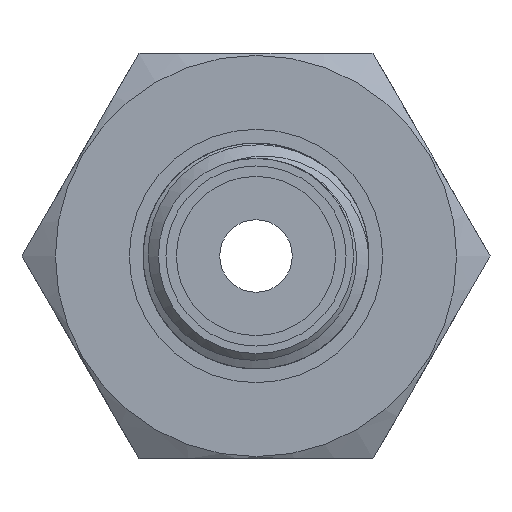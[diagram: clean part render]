
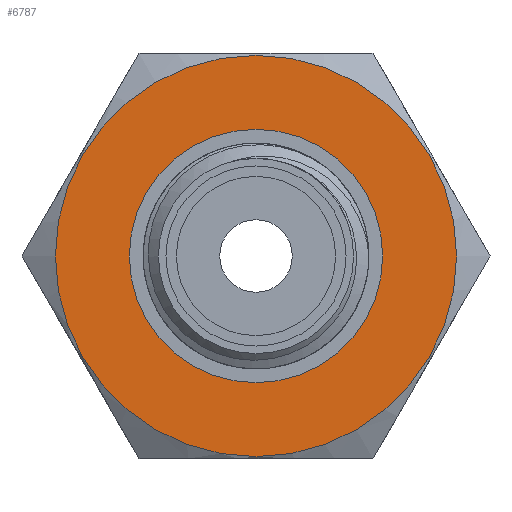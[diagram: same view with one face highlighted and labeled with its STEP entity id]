
A CAD part, left-side view. The second image highlights one B-rep face of the part: STEP entity #6787.
In plain terms, the highlighted planar face has unit normal (-1, 0, 0).
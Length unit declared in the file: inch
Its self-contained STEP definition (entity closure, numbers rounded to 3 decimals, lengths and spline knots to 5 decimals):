
#164 = PLANE ( 'NONE',  #5624 ) ;
#368 = AXIS2_PLACEMENT_3D ( 'NONE', #8132, #3359, #8928 ) ;
#982 = CIRCLE ( 'NONE', #368, 0.281 ) ;
#2108 = DIRECTION ( 'NONE',  ( -1., 0., 0. ) ) ;
#2926 = AXIS2_PLACEMENT_3D ( 'NONE', #6875, #2108, #7691 ) ;
#3348 = VERTEX_POINT ( 'NONE', #4684 ) ;
#3359 = DIRECTION ( 'NONE',  ( -1., 0., 0. ) ) ;
#3388 = DIRECTION ( 'NONE',  ( 0., 1., 0. ) ) ;
#3570 = VERTEX_POINT ( 'NONE', #7857 ) ;
#3724 = FACE_BOUND ( 'NONE', #6668, .T. ) ;
#4684 = CARTESIAN_POINT ( 'NONE',  ( -1.31, 0., 0.281 ) ) ;
#5624 = AXIS2_PLACEMENT_3D ( 'NONE', #5751, #8162, #3388 ) ;
#5751 = CARTESIAN_POINT ( 'NONE',  ( -1.31, 0.495, 0. ) ) ;
#5841 = FACE_OUTER_BOUND ( 'NONE', #6790, .T. ) ;
#6073 = CIRCLE ( 'NONE', #2926, 0.495 ) ;
#6324 = EDGE_CURVE ( 'NONE', #3570, #3570, #6073, .T. ) ;
#6668 = EDGE_LOOP ( 'NONE', ( #10093 ) ) ;
#6787 = ADVANCED_FACE ( 'NONE', ( #5841, #3724 ), #164, .F. ) ;
#6790 = EDGE_LOOP ( 'NONE', ( #7319 ) ) ;
#6875 = CARTESIAN_POINT ( 'NONE',  ( -1.31, 0., 0. ) ) ;
#7319 = ORIENTED_EDGE ( 'NONE', *, *, #6324, .T. ) ;
#7691 = DIRECTION ( 'NONE',  ( 0., -1., 0. ) ) ;
#7857 = CARTESIAN_POINT ( 'NONE',  ( -1.31, -0.495, 0. ) ) ;
#8132 = CARTESIAN_POINT ( 'NONE',  ( -1.31, 0., 0. ) ) ;
#8162 = DIRECTION ( 'NONE',  ( 1., 0., 0. ) ) ;
#8318 = EDGE_CURVE ( 'NONE', #3348, #3348, #982, .T. ) ;
#8928 = DIRECTION ( 'NONE',  ( 0., 0., 1. ) ) ;
#10093 = ORIENTED_EDGE ( 'NONE', *, *, #8318, .F. ) ;
